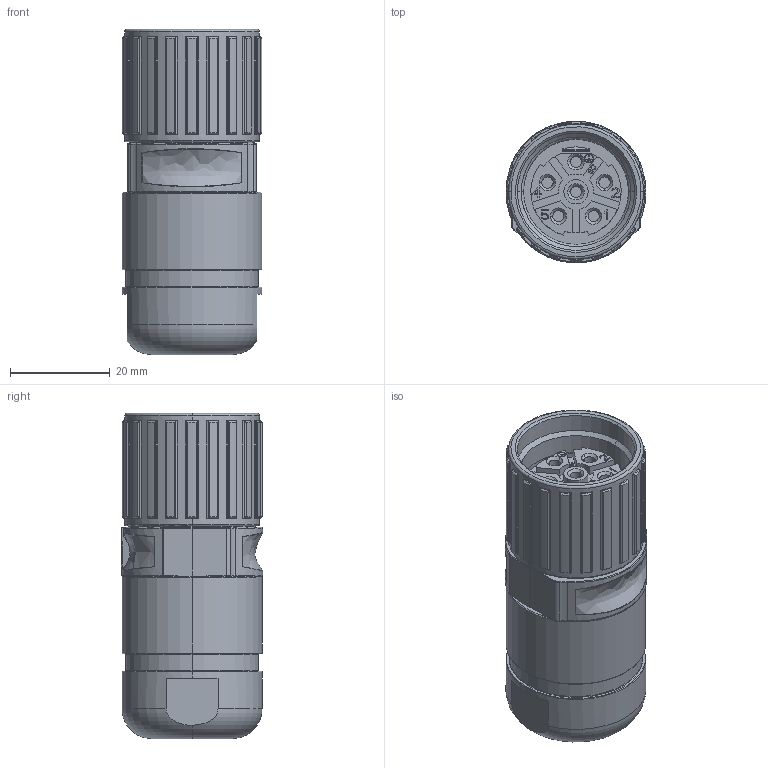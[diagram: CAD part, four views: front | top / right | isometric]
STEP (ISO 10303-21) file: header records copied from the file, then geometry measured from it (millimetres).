
FILE_DESCRIPTION(('SolidDesigner STEP Export'),'2;1');
FILE_NAME('1605532.stp','2016-02-03T 8:36:25',(''),(''),'Creo Elements/Direct Modeling STEP processor for AP214 (Solid Model)','Creo Elements/Direct Modeling 18.1G 27-Feb-2015 (C) Parametric Technology GmbH','');
FILE_SCHEMA(('AUTOMOTIVE_DESIGN { 1 0 10303 214 1 1 1 1 }'));
Length unit declared in the file: millimetre
Products named in the file (1): 1605532
Bounding box: 28 x 28.29 x 65.05 mm (x, y, z)
Volume: 34001.8 mm3; surface area: 9414.2 mm2
Topology: 1 solids, 1 shells, 720 faces, 1927 edges, 1253 vertices
Faces by surface type: plane 369, cylinder 192, cone 64, torus 48, bspline 45, sphere 2
Entity records: 28250 total; most frequent: CARTESIAN_POINT 10761, ORIENTED_EDGE 3850, DIRECTION 3368, EDGE_CURVE 1925, VERTEX_POINT 1253, AXIS2_PLACEMENT_3D 1136, VECTOR 1096, LINE 1096
